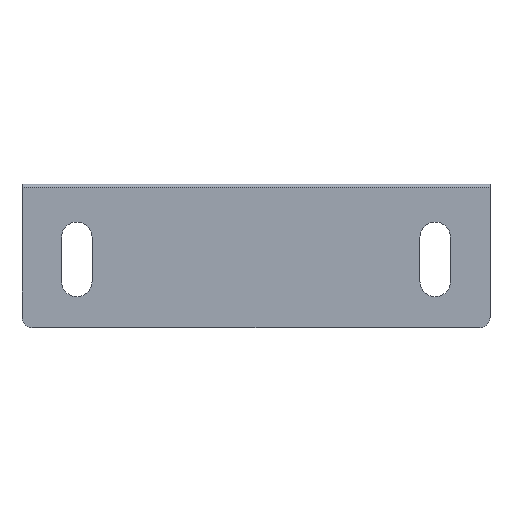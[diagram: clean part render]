
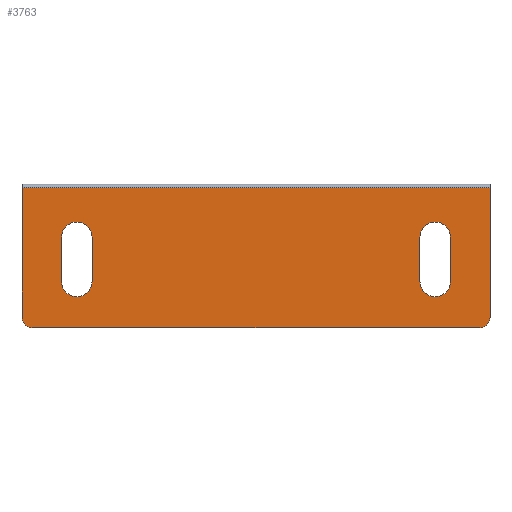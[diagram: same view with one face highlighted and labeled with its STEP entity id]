
A CAD part, front view. The second image highlights one B-rep face of the part: STEP entity #3763.
In plain terms, the highlighted planar face has unit normal (0, -1, 0).
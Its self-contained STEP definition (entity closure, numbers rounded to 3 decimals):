
#20 = AXIS2_PLACEMENT_3D ( 'NONE', #1866, #5807, #2507 ) ;
#105 = DIRECTION ( 'NONE',  ( 0., 0., 1. ) ) ;
#219 = CARTESIAN_POINT ( 'NONE',  ( 54.15, -9.975, -11.8 ) ) ;
#226 = AXIS2_PLACEMENT_3D ( 'NONE', #4624, #779, #5113 ) ;
#305 = VERTEX_POINT ( 'NONE', #3258 ) ;
#317 = VECTOR ( 'NONE', #1269, 1000. ) ;
#387 = PLANE ( 'NONE',  #3738 ) ;
#390 = VERTEX_POINT ( 'NONE', #3563 ) ;
#487 = CARTESIAN_POINT ( 'NONE',  ( 54.15, -9.975, 3. ) ) ;
#620 = LINE ( 'NONE', #2316, #4246 ) ;
#758 = CARTESIAN_POINT ( 'NONE',  ( -49.9, -9.975, -11.8 ) ) ;
#776 = VERTEX_POINT ( 'NONE', #4816 ) ;
#779 = DIRECTION ( 'NONE',  ( 0., -1., 0. ) ) ;
#855 = VECTOR ( 'NONE', #5057, 1000. ) ;
#860 = VERTEX_POINT ( 'NONE', #4922 ) ;
#883 = EDGE_CURVE ( 'NONE', #4938, #951, #1158, .T. ) ;
#951 = VERTEX_POINT ( 'NONE', #6334 ) ;
#968 = CARTESIAN_POINT ( 'NONE',  ( 49.9, -9.975, -7.55 ) ) ;
#979 = VECTOR ( 'NONE', #4225, 1000. ) ;
#1158 = LINE ( 'NONE', #5028, #855 ) ;
#1196 = DIRECTION ( 'NONE',  ( 0., 1., 0. ) ) ;
#1213 = DIRECTION ( 'NONE',  ( 0., 0., 1. ) ) ;
#1254 = LINE ( 'NONE', #6899, #5725 ) ;
#1269 = DIRECTION ( 'NONE',  ( 0., 0., 1. ) ) ;
#1294 = ORIENTED_EDGE ( 'NONE', *, *, #5636, .F. ) ;
#1356 = FACE_BOUND ( 'NONE', #2789, .T. ) ;
#1389 = VERTEX_POINT ( 'NONE', #219 ) ;
#1476 = DIRECTION ( 'NONE',  ( 0., 0., 1. ) ) ;
#1756 = CARTESIAN_POINT ( 'NONE',  ( -65.15, -9.975, 2. ) ) ;
#1819 = CARTESIAN_POINT ( 'NONE',  ( 45.65, -9.975, -24.1 ) ) ;
#1864 = CARTESIAN_POINT ( 'NONE',  ( -54.15, -9.975, -24.1 ) ) ;
#1866 = CARTESIAN_POINT ( 'NONE',  ( -49.9, -9.975, -11.8 ) ) ;
#1889 = DIRECTION ( 'NONE',  ( 0., 1., 0. ) ) ;
#1981 = VERTEX_POINT ( 'NONE', #1864 ) ;
#2002 = VECTOR ( 'NONE', #1213, 1000. ) ;
#2057 = AXIS2_PLACEMENT_3D ( 'NONE', #4899, #1196, #5374 ) ;
#2107 = EDGE_CURVE ( 'NONE', #3077, #1981, #620, .T. ) ;
#2287 = DIRECTION ( 'NONE',  ( 0., -1., 0. ) ) ;
#2316 = CARTESIAN_POINT ( 'NONE',  ( -54.15, -9.975, 3. ) ) ;
#2366 = EDGE_CURVE ( 'NONE', #5379, #3658, #2436, .T. ) ;
#2436 = CIRCLE ( 'NONE', #6421, 4.25 ) ;
#2507 = DIRECTION ( 'NONE',  ( 0., 0., 1. ) ) ;
#2612 = CARTESIAN_POINT ( 'NONE',  ( 49.9, -9.975, -24.1 ) ) ;
#2655 = EDGE_CURVE ( 'NONE', #3399, #305, #7109, .T. ) ;
#2724 = CARTESIAN_POINT ( 'NONE',  ( 45.65, -9.975, 3. ) ) ;
#2789 = EDGE_LOOP ( 'NONE', ( #4103, #4109, #1294, #4116, #4123 ) ) ;
#2881 = EDGE_CURVE ( 'NONE', #776, #3077, #3142, .T. ) ;
#2909 = AXIS2_PLACEMENT_3D ( 'NONE', #2612, #6299, #3253 ) ;
#3050 = CARTESIAN_POINT ( 'NONE',  ( 45.65, -9.975, -11.8 ) ) ;
#3062 = VECTOR ( 'NONE', #4564, 1000. ) ;
#3065 = AXIS2_PLACEMENT_3D ( 'NONE', #5655, #2287, #6084 ) ;
#3075 = CIRCLE ( 'NONE', #2909, 4.25 ) ;
#3077 = VERTEX_POINT ( 'NONE', #3629 ) ;
#3142 = CIRCLE ( 'NONE', #6495, 4.25 ) ;
#3250 = CARTESIAN_POINT ( 'NONE',  ( 49.9, -9.975, -11.8 ) ) ;
#3253 = DIRECTION ( 'NONE',  ( 0., 0., 1. ) ) ;
#3258 = CARTESIAN_POINT ( 'NONE',  ( 62.15, -9.975, -37. ) ) ;
#3277 = CARTESIAN_POINT ( 'NONE',  ( 54.15, -9.975, -24.1 ) ) ;
#3399 = VERTEX_POINT ( 'NONE', #4023 ) ;
#3405 = VERTEX_POINT ( 'NONE', #4604 ) ;
#3429 = EDGE_CURVE ( 'NONE', #1981, #3405, #3989, .T. ) ;
#3485 = VECTOR ( 'NONE', #7213, 1000. ) ;
#3528 = EDGE_CURVE ( 'NONE', #1389, #5379, #4618, .T. ) ;
#3557 = EDGE_CURVE ( 'NONE', #3399, #951, #1254, .T. ) ;
#3563 = CARTESIAN_POINT ( 'NONE',  ( -62.15, -9.975, -37. ) ) ;
#3592 = DIRECTION ( 'NONE',  ( 0., 0., -1. ) ) ;
#3629 = CARTESIAN_POINT ( 'NONE',  ( -54.15, -9.975, -11.8 ) ) ;
#3658 = VERTEX_POINT ( 'NONE', #3050 ) ;
#3679 = LINE ( 'NONE', #5125, #3485 ) ;
#3724 = EDGE_CURVE ( 'NONE', #5245, #776, #6766, .T. ) ;
#3738 = AXIS2_PLACEMENT_3D ( 'NONE', #3804, #7052, #4407 ) ;
#3763 = ADVANCED_FACE ( 'NONE', ( #4160, #1356, #6631 ), #387, .F. ) ;
#3804 = CARTESIAN_POINT ( 'NONE',  ( -65.15, -9.975, 3. ) ) ;
#3883 = DIRECTION ( 'NONE',  ( 0., 0., 1. ) ) ;
#3889 = VERTEX_POINT ( 'NONE', #3277 ) ;
#3989 = CIRCLE ( 'NONE', #226, 4.25 ) ;
#4023 = CARTESIAN_POINT ( 'NONE',  ( 65.15, -9.975, -34. ) ) ;
#4068 = ORIENTED_EDGE ( 'NONE', *, *, #883, .F. ) ;
#4076 = ORIENTED_EDGE ( 'NONE', *, *, #7187, .T. ) ;
#4085 = ORIENTED_EDGE ( 'NONE', *, *, #5589, .F. ) ;
#4088 = ORIENTED_EDGE ( 'NONE', *, *, #4099, .F. ) ;
#4094 = ORIENTED_EDGE ( 'NONE', *, *, #2655, .F. ) ;
#4095 = ORIENTED_EDGE ( 'NONE', *, *, #3557, .T. ) ;
#4099 = EDGE_CURVE ( 'NONE', #305, #390, #3679, .T. ) ;
#4103 = ORIENTED_EDGE ( 'NONE', *, *, #3528, .F. ) ;
#4109 = ORIENTED_EDGE ( 'NONE', *, *, #5998, .F. ) ;
#4116 = ORIENTED_EDGE ( 'NONE', *, *, #7114, .F. ) ;
#4123 = ORIENTED_EDGE ( 'NONE', *, *, #2366, .F. ) ;
#4131 = ORIENTED_EDGE ( 'NONE', *, *, #3724, .F. ) ;
#4143 = ORIENTED_EDGE ( 'NONE', *, *, #4625, .F. ) ;
#4160 = FACE_OUTER_BOUND ( 'NONE', #4414, .T. ) ;
#4169 = ORIENTED_EDGE ( 'NONE', *, *, #3429, .F. ) ;
#4171 = ORIENTED_EDGE ( 'NONE', *, *, #2107, .F. ) ;
#4178 = ORIENTED_EDGE ( 'NONE', *, *, #2881, .F. ) ;
#4225 = DIRECTION ( 'NONE',  ( 0., 0., -1. ) ) ;
#4246 = VECTOR ( 'NONE', #3592, 1000. ) ;
#4389 = LINE ( 'NONE', #6933, #979 ) ;
#4401 = CARTESIAN_POINT ( 'NONE',  ( -45.65, -9.975, 3. ) ) ;
#4407 = DIRECTION ( 'NONE',  ( 0., 0., 1. ) ) ;
#4414 = EDGE_LOOP ( 'NONE', ( #4068, #4076, #4085, #4088, #4094, #4095 ) ) ;
#4564 = DIRECTION ( 'NONE',  ( 0., 0., -1. ) ) ;
#4604 = CARTESIAN_POINT ( 'NONE',  ( -45.65, -9.975, -24.1 ) ) ;
#4618 = CIRCLE ( 'NONE', #3065, 4.25 ) ;
#4624 = CARTESIAN_POINT ( 'NONE',  ( -49.9, -9.975, -24.1 ) ) ;
#4625 = EDGE_CURVE ( 'NONE', #3405, #5245, #5131, .T. ) ;
#4816 = CARTESIAN_POINT ( 'NONE',  ( -49.9, -9.975, -7.55 ) ) ;
#4899 = CARTESIAN_POINT ( 'NONE',  ( -62.15, -9.975, -34. ) ) ;
#4922 = CARTESIAN_POINT ( 'NONE',  ( -65.15, -9.975, -34. ) ) ;
#4938 = VERTEX_POINT ( 'NONE', #1756 ) ;
#5013 = VERTEX_POINT ( 'NONE', #1819 ) ;
#5028 = CARTESIAN_POINT ( 'NONE',  ( 0., -9.975, 2. ) ) ;
#5057 = DIRECTION ( 'NONE',  ( 1., 0., 0. ) ) ;
#5101 = DIRECTION ( 'NONE',  ( 0., -1., 0. ) ) ;
#5113 = DIRECTION ( 'NONE',  ( 0., 0., 1. ) ) ;
#5125 = CARTESIAN_POINT ( 'NONE',  ( -65.15, -9.975, -37. ) ) ;
#5131 = LINE ( 'NONE', #4401, #2002 ) ;
#5245 = VERTEX_POINT ( 'NONE', #5995 ) ;
#5329 = LINE ( 'NONE', #487, #317 ) ;
#5367 = CARTESIAN_POINT ( 'NONE',  ( 62.15, -9.975, -34. ) ) ;
#5374 = DIRECTION ( 'NONE',  ( 0., 0., -1. ) ) ;
#5379 = VERTEX_POINT ( 'NONE', #968 ) ;
#5589 = EDGE_CURVE ( 'NONE', #390, #860, #6020, .T. ) ;
#5636 = EDGE_CURVE ( 'NONE', #5013, #3889, #3075, .T. ) ;
#5655 = CARTESIAN_POINT ( 'NONE',  ( 49.9, -9.975, -11.8 ) ) ;
#5725 = VECTOR ( 'NONE', #105, 1000. ) ;
#5807 = DIRECTION ( 'NONE',  ( 0., -1., 0. ) ) ;
#5816 = DIRECTION ( 'NONE',  ( 0., 0., 1. ) ) ;
#5995 = CARTESIAN_POINT ( 'NONE',  ( -45.65, -9.975, -11.8 ) ) ;
#5998 = EDGE_CURVE ( 'NONE', #3889, #1389, #5329, .T. ) ;
#6020 = CIRCLE ( 'NONE', #2057, 3. ) ;
#6084 = DIRECTION ( 'NONE',  ( 0., 0., 1. ) ) ;
#6299 = DIRECTION ( 'NONE',  ( 0., -1., 0. ) ) ;
#6334 = CARTESIAN_POINT ( 'NONE',  ( 65.15, -9.975, 2. ) ) ;
#6421 = AXIS2_PLACEMENT_3D ( 'NONE', #3250, #6714, #3883 ) ;
#6495 = AXIS2_PLACEMENT_3D ( 'NONE', #758, #5101, #1476 ) ;
#6631 = FACE_BOUND ( 'NONE', #6768, .T. ) ;
#6714 = DIRECTION ( 'NONE',  ( 0., -1., 0. ) ) ;
#6766 = CIRCLE ( 'NONE', #20, 4.25 ) ;
#6768 = EDGE_LOOP ( 'NONE', ( #4131, #4143, #4169, #4171, #4178 ) ) ;
#6848 = LINE ( 'NONE', #2724, #3062 ) ;
#6859 = AXIS2_PLACEMENT_3D ( 'NONE', #5367, #1889, #5816 ) ;
#6899 = CARTESIAN_POINT ( 'NONE',  ( 65.15, -9.975, 3. ) ) ;
#6933 = CARTESIAN_POINT ( 'NONE',  ( -65.15, -9.975, 3. ) ) ;
#7052 = DIRECTION ( 'NONE',  ( 0., 1., 0. ) ) ;
#7109 = CIRCLE ( 'NONE', #6859, 3. ) ;
#7114 = EDGE_CURVE ( 'NONE', #3658, #5013, #6848, .T. ) ;
#7187 = EDGE_CURVE ( 'NONE', #4938, #860, #4389, .T. ) ;
#7213 = DIRECTION ( 'NONE',  ( -1., 0., 0. ) ) ;
